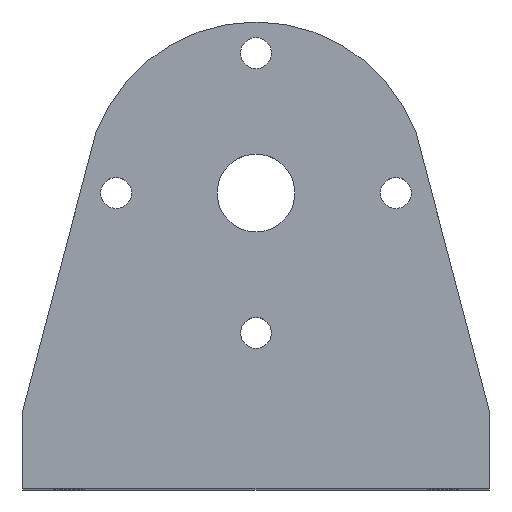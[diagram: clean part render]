
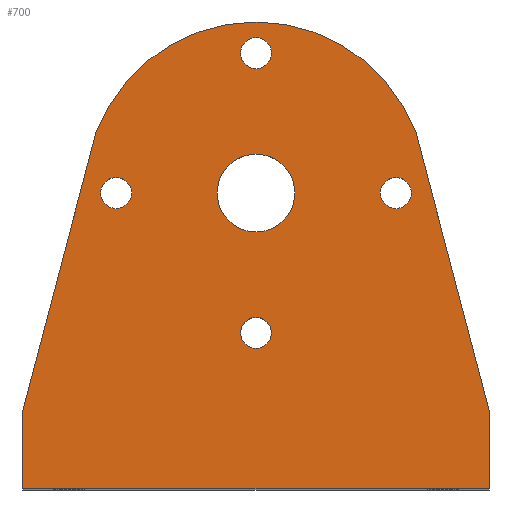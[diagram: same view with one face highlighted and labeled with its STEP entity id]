
A CAD part, top view. The second image highlights one B-rep face of the part: STEP entity #700.
In plain terms, the highlighted planar face has unit normal (0, 0, 1).
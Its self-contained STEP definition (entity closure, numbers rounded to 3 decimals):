
#29 = CIRCLE ( 'NONE', #460, 1. ) ;
#31 = CIRCLE ( 'NONE', #458, 1. ) ;
#34 = CIRCLE ( 'NONE', #453, 1. ) ;
#47 = CIRCLE ( 'NONE', #1242, 11. ) ;
#58 = CIRCLE ( 'NONE', #1243, 1. ) ;
#72 = VECTOR ( 'NONE', #954, 1000. ) ;
#73 = LINE ( 'NONE', #929, #72 ) ;
#76 = VECTOR ( 'NONE', #934, 1000. ) ;
#77 = VECTOR ( 'NONE', #956, 1000. ) ;
#79 = CIRCLE ( 'NONE', #1183, 1. ) ;
#80 = CIRCLE ( 'NONE', #1181, 1. ) ;
#82 = LINE ( 'NONE', #943, #77 ) ;
#85 = LINE ( 'NONE', #942, #76 ) ;
#101 = CIRCLE ( 'NONE', #1197, 2.5 ) ;
#109 = CIRCLE ( 'NONE', #1198, 2.5 ) ;
#111 = VECTOR ( 'NONE', #1006, 1000. ) ;
#113 = CIRCLE ( 'NONE', #1200, 1. ) ;
#116 = LINE ( 'NONE', #1012, #111 ) ;
#211 = ORIENTED_EDGE ( 'NONE', *, *, #519, .F. ) ;
#228 = ORIENTED_EDGE ( 'NONE', *, *, #532, .F. ) ;
#229 = ORIENTED_EDGE ( 'NONE', *, *, #496, .F. ) ;
#249 = ORIENTED_EDGE ( 'NONE', *, *, #482, .F. ) ;
#255 = ORIENTED_EDGE ( 'NONE', *, *, #517, .F. ) ;
#271 = ORIENTED_EDGE ( 'NONE', *, *, #485, .F. ) ;
#272 = ORIENTED_EDGE ( 'NONE', *, *, #540, .F. ) ;
#273 = ORIENTED_EDGE ( 'NONE', *, *, #481, .F. ) ;
#296 = ORIENTED_EDGE ( 'NONE', *, *, #536, .F. ) ;
#308 = ORIENTED_EDGE ( 'NONE', *, *, #553, .F. ) ;
#313 = ORIENTED_EDGE ( 'NONE', *, *, #501, .F. ) ;
#316 = ORIENTED_EDGE ( 'NONE', *, *, #516, .F. ) ;
#318 = ORIENTED_EDGE ( 'NONE', *, *, #507, .F. ) ;
#322 = ORIENTED_EDGE ( 'NONE', *, *, #552, .F. ) ;
#323 = ORIENTED_EDGE ( 'NONE', *, *, #542, .F. ) ;
#326 = ORIENTED_EDGE ( 'NONE', *, *, #513, .T. ) ;
#332 = VERTEX_POINT ( 'NONE', #757 ) ;
#342 = VERTEX_POINT ( 'NONE', #793 ) ;
#343 = VERTEX_POINT ( 'NONE', #799 ) ;
#348 = VERTEX_POINT ( 'NONE', #762 ) ;
#354 = VERTEX_POINT ( 'NONE', #806 ) ;
#355 = VERTEX_POINT ( 'NONE', #768 ) ;
#373 = VERTEX_POINT ( 'NONE', #815 ) ;
#378 = VERTEX_POINT ( 'NONE', #775 ) ;
#380 = VERTEX_POINT ( 'NONE', #812 ) ;
#382 = VERTEX_POINT ( 'NONE', #783 ) ;
#384 = VERTEX_POINT ( 'NONE', #777 ) ;
#391 = EDGE_LOOP ( 'NONE', ( #228, #296 ) ) ;
#394 = VERTEX_POINT ( 'NONE', #798 ) ;
#395 = VERTEX_POINT ( 'NONE', #789 ) ;
#398 = EDGE_LOOP ( 'NONE', ( #313, #323 ) ) ;
#399 = EDGE_LOOP ( 'NONE', ( #322, #271 ) ) ;
#411 = VERTEX_POINT ( 'NONE', #802 ) ;
#412 = VERTEX_POINT ( 'NONE', #803 ) ;
#416 = EDGE_LOOP ( 'NONE', ( #211, #273 ) ) ;
#421 = EDGE_LOOP ( 'NONE', ( #255, #249 ) ) ;
#431 = VERTEX_POINT ( 'NONE', #834 ) ;
#436 = EDGE_LOOP ( 'NONE', ( #308, #318, #229, #272, #326, #316 ) ) ;
#453 = AXIS2_PLACEMENT_3D ( 'NONE', #856, #882, #860 ) ;
#458 = AXIS2_PLACEMENT_3D ( 'NONE', #881, #878, #883 ) ;
#460 = AXIS2_PLACEMENT_3D ( 'NONE', #877, #868, #857 ) ;
#481 = EDGE_CURVE ( 'NONE', #378, #380, #31, .T. ) ;
#482 = EDGE_CURVE ( 'NONE', #355, #332, #29, .T. ) ;
#485 = EDGE_CURVE ( 'NONE', #354, #373, #34, .T. ) ;
#496 = EDGE_CURVE ( 'NONE', #395, #411, #47, .T. ) ;
#501 = EDGE_CURVE ( 'NONE', #342, #384, #58, .T. ) ;
#507 = EDGE_CURVE ( 'NONE', #411, #412, #73, .T. ) ;
#513 = EDGE_CURVE ( 'NONE', #431, #343, #85, .T. ) ;
#516 = EDGE_CURVE ( 'NONE', #394, #343, #82, .T. ) ;
#517 = EDGE_CURVE ( 'NONE', #332, #355, #80, .T. ) ;
#519 = EDGE_CURVE ( 'NONE', #380, #378, #79, .T. ) ;
#532 = EDGE_CURVE ( 'NONE', #382, #348, #109, .T. ) ;
#536 = EDGE_CURVE ( 'NONE', #348, #382, #101, .T. ) ;
#540 = EDGE_CURVE ( 'NONE', #431, #395, #116, .T. ) ;
#542 = EDGE_CURVE ( 'NONE', #384, #342, #113, .T. ) ;
#552 = EDGE_CURVE ( 'NONE', #373, #354, #580, .T. ) ;
#553 = EDGE_CURVE ( 'NONE', #412, #394, #585, .T. ) ;
#578 = VECTOR ( 'NONE', #1054, 1000. ) ;
#580 = CIRCLE ( 'NONE', #1206, 1. ) ;
#585 = LINE ( 'NONE', #1043, #578 ) ;
#609 = FACE_BOUND ( 'NONE', #421, .T. ) ;
#614 = FACE_BOUND ( 'NONE', #398, .T. ) ;
#616 = FACE_BOUND ( 'NONE', #416, .T. ) ;
#618 = FACE_OUTER_BOUND ( 'NONE', #436, .T. ) ;
#619 = FACE_BOUND ( 'NONE', #391, .T. ) ;
#620 = FACE_BOUND ( 'NONE', #399, .T. ) ;
#700 = ADVANCED_FACE ( 'NONE', ( #609, #616, #620, #614, #619, #618 ), #1122, .F. ) ;
#757 = CARTESIAN_POINT ( 'NONE',  ( 16., 28., 0. ) ) ;
#762 = CARTESIAN_POINT ( 'NONE',  ( 12.5, 19., 0. ) ) ;
#768 = CARTESIAN_POINT ( 'NONE',  ( 14., 28., 0. ) ) ;
#775 = CARTESIAN_POINT ( 'NONE',  ( 5., 19., 0. ) ) ;
#777 = CARTESIAN_POINT ( 'NONE',  ( 23., 19., 0. ) ) ;
#783 = CARTESIAN_POINT ( 'NONE',  ( 17.5, 19., 0. ) ) ;
#789 = CARTESIAN_POINT ( 'NONE',  ( 4.706, 22.877, 0. ) ) ;
#793 = CARTESIAN_POINT ( 'NONE',  ( 25., 19., 0. ) ) ;
#798 = CARTESIAN_POINT ( 'NONE',  ( 30., 0., 0. ) ) ;
#799 = CARTESIAN_POINT ( 'NONE',  ( 0., 0., 0. ) ) ;
#802 = CARTESIAN_POINT ( 'NONE',  ( 25.294, 22.877, 0. ) ) ;
#803 = CARTESIAN_POINT ( 'NONE',  ( 30., 5., 0. ) ) ;
#806 = CARTESIAN_POINT ( 'NONE',  ( 14., 10., 0. ) ) ;
#812 = CARTESIAN_POINT ( 'NONE',  ( 7., 19., 0. ) ) ;
#815 = CARTESIAN_POINT ( 'NONE',  ( 16., 10., 0. ) ) ;
#834 = CARTESIAN_POINT ( 'NONE',  ( 0., 5., 0. ) ) ;
#856 = CARTESIAN_POINT ( 'NONE',  ( 15., 10., 0. ) ) ;
#857 = DIRECTION ( 'NONE',  ( 1., 0., 0. ) ) ;
#860 = DIRECTION ( 'NONE',  ( 1., 0., 0. ) ) ;
#868 = DIRECTION ( 'NONE',  ( 0., 0., 1. ) ) ;
#877 = CARTESIAN_POINT ( 'NONE',  ( 15., 28., 0. ) ) ;
#878 = DIRECTION ( 'NONE',  ( 0., 0., 1. ) ) ;
#881 = CARTESIAN_POINT ( 'NONE',  ( 6., 19., 0. ) ) ;
#882 = DIRECTION ( 'NONE',  ( 0., 0., 1. ) ) ;
#883 = DIRECTION ( 'NONE',  ( 1., 0., 0. ) ) ;
#893 = CARTESIAN_POINT ( 'NONE',  ( 24., 19., 0. ) ) ;
#904 = DIRECTION ( 'NONE',  ( 1., 0., 0. ) ) ;
#919 = CARTESIAN_POINT ( 'NONE',  ( 15., 19., 0. ) ) ;
#920 = DIRECTION ( 'NONE',  ( 0., 0., -1. ) ) ;
#922 = DIRECTION ( 'NONE',  ( 0., 0., 1. ) ) ;
#924 = DIRECTION ( 'NONE',  ( 1., 0., 0. ) ) ;
#929 = CARTESIAN_POINT ( 'NONE',  ( 34.725, -12.949, 0. ) ) ;
#934 = DIRECTION ( 'NONE',  ( 0., -1., 0. ) ) ;
#942 = CARTESIAN_POINT ( 'NONE',  ( 0., 0., 0. ) ) ;
#943 = CARTESIAN_POINT ( 'NONE',  ( 30., 0., 0. ) ) ;
#954 = DIRECTION ( 'NONE',  ( 0.255, -0.967, 0. ) ) ;
#956 = DIRECTION ( 'NONE',  ( -1., 0., 0. ) ) ;
#965 = CARTESIAN_POINT ( 'NONE',  ( 6., 19., 0. ) ) ;
#967 = CARTESIAN_POINT ( 'NONE',  ( 15., 28., 0. ) ) ;
#970 = DIRECTION ( 'NONE',  ( 1., 0., 0. ) ) ;
#972 = DIRECTION ( 'NONE',  ( 1., 0., 0. ) ) ;
#984 = DIRECTION ( 'NONE',  ( 0., 0., 1. ) ) ;
#992 = DIRECTION ( 'NONE',  ( 0., 0., 1. ) ) ;
#995 = CARTESIAN_POINT ( 'NONE',  ( 15., 19., 0. ) ) ;
#996 = DIRECTION ( 'NONE',  ( 0., 0., 1. ) ) ;
#997 = CARTESIAN_POINT ( 'NONE',  ( 15., 19., 0. ) ) ;
#998 = DIRECTION ( 'NONE',  ( 1., 0., 0. ) ) ;
#1006 = DIRECTION ( 'NONE',  ( 0.255, 0.967, 0. ) ) ;
#1012 = CARTESIAN_POINT ( 'NONE',  ( -4.725, -12.949, 0. ) ) ;
#1014 = DIRECTION ( 'NONE',  ( 0., 0., 1. ) ) ;
#1017 = CARTESIAN_POINT ( 'NONE',  ( 24., 19., 0. ) ) ;
#1018 = DIRECTION ( 'NONE',  ( 1., 0., 0. ) ) ;
#1019 = DIRECTION ( 'NONE',  ( 0., 0., 1. ) ) ;
#1020 = DIRECTION ( 'NONE',  ( 1., 0., 0. ) ) ;
#1037 = CARTESIAN_POINT ( 'NONE',  ( 15., 10., 0. ) ) ;
#1040 = DIRECTION ( 'NONE',  ( 0., 0., 1. ) ) ;
#1041 = DIRECTION ( 'NONE',  ( 1., 0., 0. ) ) ;
#1043 = CARTESIAN_POINT ( 'NONE',  ( 30., 0., 0. ) ) ;
#1054 = DIRECTION ( 'NONE',  ( 0., -1., 0. ) ) ;
#1099 = CARTESIAN_POINT ( 'NONE',  ( 30., 0., 0. ) ) ;
#1100 = DIRECTION ( 'NONE',  ( 0., 0., -1. ) ) ;
#1112 = DIRECTION ( 'NONE',  ( -1., 0., 0. ) ) ;
#1122 = PLANE ( 'NONE',  #1219 ) ;
#1181 = AXIS2_PLACEMENT_3D ( 'NONE', #967, #992, #970 ) ;
#1183 = AXIS2_PLACEMENT_3D ( 'NONE', #965, #984, #972 ) ;
#1197 = AXIS2_PLACEMENT_3D ( 'NONE', #997, #1014, #1018 ) ;
#1198 = AXIS2_PLACEMENT_3D ( 'NONE', #995, #996, #998 ) ;
#1200 = AXIS2_PLACEMENT_3D ( 'NONE', #1017, #1019, #1020 ) ;
#1206 = AXIS2_PLACEMENT_3D ( 'NONE', #1037, #1040, #1041 ) ;
#1219 = AXIS2_PLACEMENT_3D ( 'NONE', #1099, #1100, #1112 ) ;
#1242 = AXIS2_PLACEMENT_3D ( 'NONE', #919, #920, #904 ) ;
#1243 = AXIS2_PLACEMENT_3D ( 'NONE', #893, #922, #924 ) ;
